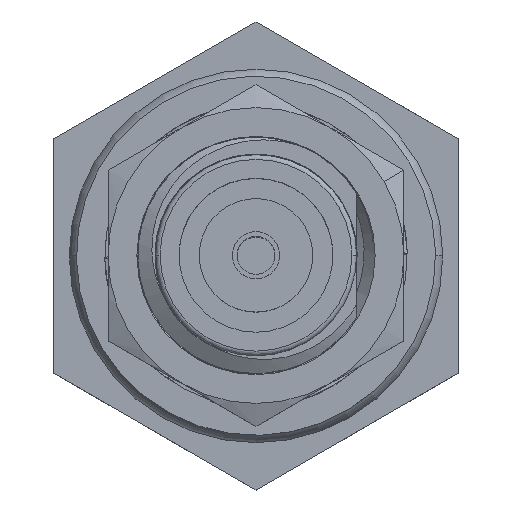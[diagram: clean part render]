
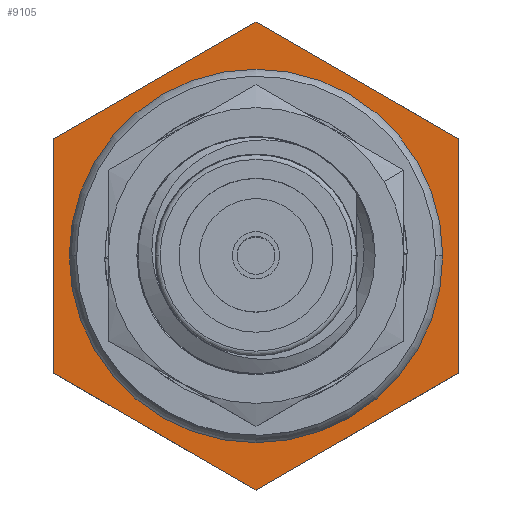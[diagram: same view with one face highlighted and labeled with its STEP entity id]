
A CAD part, top view. The second image highlights one B-rep face of the part: STEP entity #9105.
In plain terms, the highlighted face is planar.
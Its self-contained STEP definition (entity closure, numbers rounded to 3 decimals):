
#236 = CARTESIAN_POINT ( 'NONE',  ( 5.004, -3.143, -5.445 ) ) ;
#1681 = LINE ( 'NONE', #2822, #26659 ) ;
#2615 = CARTESIAN_POINT ( 'NONE',  ( 5.004, 3.143, -5.445 ) ) ;
#2822 = CARTESIAN_POINT ( 'NONE',  ( 5.004, -3.143, 5.445 ) ) ;
#3197 = DIRECTION ( 'NONE',  ( 0., 1., 0. ) ) ;
#3705 = DIRECTION ( 'NONE',  ( -1., 0., 0. ) ) ;
#4121 = LINE ( 'NONE', #28971, #22302 ) ;
#4199 = EDGE_CURVE ( 'NONE', #16676, #16833, #1681, .T. ) ;
#4495 = FACE_BOUND ( 'NONE', #6124, .T. ) ;
#4895 = EDGE_LOOP ( 'NONE', ( #22105, #13169, #22175, #30111, #6392, #21991 ) ) ;
#5041 = DIRECTION ( 'NONE',  ( 0., 0.5, -0.866 ) ) ;
#5434 = CARTESIAN_POINT ( 'NONE',  ( 5.004, 6.287, -5.445 ) ) ;
#5516 = CARTESIAN_POINT ( 'NONE',  ( 5.004, 6.287, 5.445 ) ) ;
#5648 = VECTOR ( 'NONE', #5041, 1000. ) ;
#6124 = EDGE_LOOP ( 'NONE', ( #30593, #9356 ) ) ;
#6392 = ORIENTED_EDGE ( 'NONE', *, *, #8198, .F. ) ;
#6966 = EDGE_CURVE ( 'NONE', #22135, #25476, #13193, .T. ) ;
#6972 = EDGE_CURVE ( 'NONE', #15302, #23788, #20424, .T. ) ;
#7313 = LINE ( 'NONE', #5516, #26302 ) ;
#8198 = EDGE_CURVE ( 'NONE', #25476, #26337, #4121, .T. ) ;
#8841 = DIRECTION ( 'NONE',  ( 0., -0.5, 0.866 ) ) ;
#9105 = ADVANCED_FACE ( 'NONE', ( #4495, #21539 ), #10939, .F. ) ;
#9356 = ORIENTED_EDGE ( 'NONE', *, *, #26669, .T. ) ;
#9851 = DIRECTION ( 'NONE',  ( -1., 0., 0. ) ) ;
#10833 = CARTESIAN_POINT ( 'NONE',  ( 5.004, 6.287, 0. ) ) ;
#10939 = PLANE ( 'NONE',  #19739 ) ;
#11065 = CARTESIAN_POINT ( 'NONE',  ( 5.004, 0., 5.018 ) ) ;
#11102 = CARTESIAN_POINT ( 'NONE',  ( 5.004, 3.143, 5.445 ) ) ;
#12402 = AXIS2_PLACEMENT_3D ( 'NONE', #22969, #13631, #30311 ) ;
#13169 = ORIENTED_EDGE ( 'NONE', *, *, #4199, .F. ) ;
#13193 = LINE ( 'NONE', #14856, #5648 ) ;
#13631 = DIRECTION ( 'NONE',  ( -1., 0., 0. ) ) ;
#14574 = CIRCLE ( 'NONE', #12402, 5.018 ) ;
#14822 = VECTOR ( 'NONE', #8841, 1000. ) ;
#14856 = CARTESIAN_POINT ( 'NONE',  ( 5.004, 6.287, 0. ) ) ;
#15107 = EDGE_CURVE ( 'NONE', #16833, #22135, #7313, .T. ) ;
#15265 = DIRECTION ( 'NONE',  ( 0., 0.5, 0.866 ) ) ;
#15302 = VERTEX_POINT ( 'NONE', #11065 ) ;
#16360 = CARTESIAN_POINT ( 'NONE',  ( 5.004, -3.143, 5.445 ) ) ;
#16676 = VERTEX_POINT ( 'NONE', #30378 ) ;
#16833 = VERTEX_POINT ( 'NONE', #16360 ) ;
#18050 = LINE ( 'NONE', #5434, #25265 ) ;
#19739 = AXIS2_PLACEMENT_3D ( 'NONE', #10833, #3705, #23057 ) ;
#19974 = CARTESIAN_POINT ( 'NONE',  ( 5.004, 0., 0. ) ) ;
#20424 = CIRCLE ( 'NONE', #26986, 5.018 ) ;
#21539 = FACE_OUTER_BOUND ( 'NONE', #4895, .T. ) ;
#21991 = ORIENTED_EDGE ( 'NONE', *, *, #6966, .F. ) ;
#22105 = ORIENTED_EDGE ( 'NONE', *, *, #15107, .F. ) ;
#22135 = VERTEX_POINT ( 'NONE', #11102 ) ;
#22175 = ORIENTED_EDGE ( 'NONE', *, *, #31185, .F. ) ;
#22302 = VECTOR ( 'NONE', #29174, 1000. ) ;
#22391 = DIRECTION ( 'NONE',  ( 0., 0., 1. ) ) ;
#22969 = CARTESIAN_POINT ( 'NONE',  ( 5.004, 0., 0. ) ) ;
#23057 = DIRECTION ( 'NONE',  ( 0., 0., 1. ) ) ;
#23468 = CARTESIAN_POINT ( 'NONE',  ( 5.004, 0., -5.018 ) ) ;
#23788 = VERTEX_POINT ( 'NONE', #23468 ) ;
#24260 = EDGE_CURVE ( 'NONE', #26337, #30580, #18050, .T. ) ;
#24318 = LINE ( 'NONE', #30954, #14822 ) ;
#24811 = DIRECTION ( 'NONE',  ( 0., -1., 0. ) ) ;
#25265 = VECTOR ( 'NONE', #24811, 1000. ) ;
#25476 = VERTEX_POINT ( 'NONE', #27378 ) ;
#26302 = VECTOR ( 'NONE', #3197, 1000. ) ;
#26337 = VERTEX_POINT ( 'NONE', #2615 ) ;
#26659 = VECTOR ( 'NONE', #15265, 1000. ) ;
#26669 = EDGE_CURVE ( 'NONE', #23788, #15302, #14574, .T. ) ;
#26986 = AXIS2_PLACEMENT_3D ( 'NONE', #19974, #9851, #22391 ) ;
#27378 = CARTESIAN_POINT ( 'NONE',  ( 5.004, 6.287, 0. ) ) ;
#28971 = CARTESIAN_POINT ( 'NONE',  ( 5.004, 6.287, 0. ) ) ;
#29174 = DIRECTION ( 'NONE',  ( 0., -0.5, -0.866 ) ) ;
#30111 = ORIENTED_EDGE ( 'NONE', *, *, #24260, .F. ) ;
#30311 = DIRECTION ( 'NONE',  ( 0., 0., 1. ) ) ;
#30378 = CARTESIAN_POINT ( 'NONE',  ( 5.004, -6.287, 0. ) ) ;
#30580 = VERTEX_POINT ( 'NONE', #236 ) ;
#30593 = ORIENTED_EDGE ( 'NONE', *, *, #6972, .T. ) ;
#30954 = CARTESIAN_POINT ( 'NONE',  ( 5.004, -3.143, -5.445 ) ) ;
#31185 = EDGE_CURVE ( 'NONE', #30580, #16676, #24318, .T. ) ;
